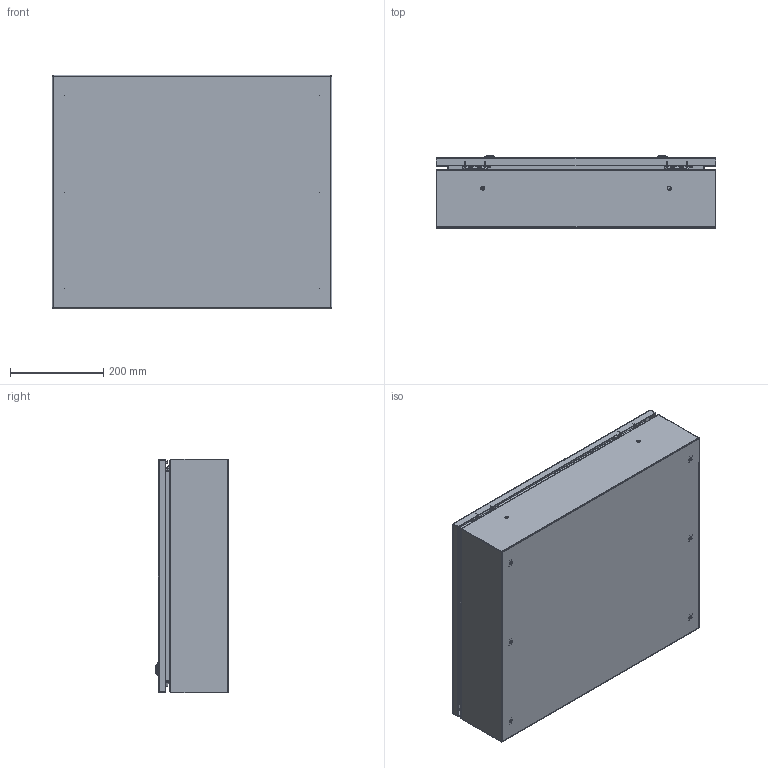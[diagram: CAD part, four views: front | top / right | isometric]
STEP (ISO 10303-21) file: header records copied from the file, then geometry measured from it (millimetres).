
FILE_DESCRIPTION(/* description */ (''),/* implementation_level */ '2;1');
FILE_NAME(/* name */ 'Шкаф SES 60.50.15.000.stp',/* time_stamp */ '2021-01-22T09:10:52+03:00',/* author */ ('KB-STEPAN'),/* organization */ (''),/* preprocessor_version */ 'ST-DEVELOPER v16.1',/* originating_system */ 'Autodesk Inventor 2016',/* authorisation */ '');
FILE_SCHEMA (('AUTOMOTIVE_DESIGN { 1 0 10303 214 3 1 1 }'));
Length unit declared in the file: millimetre
Products named in the file (1): Деталь7
Bounding box: 600 x 155.5 x 500 mm (x, y, z)
Volume: 1767990.9 mm3; surface area: 2574797.3 mm2
Topology: 4 solids, 20 shells, 1437 faces, 3511 edges, 2177 vertices
Faces by surface type: plane 847, cylinder 376, cone 140, bspline 62, torus 12
Full cylindrical faces by diameter (mm): 1 x13, 3.8 x2, 4.917 x2, 5 x10, 5.2 x4, 5.3 x4, 5.5 x4, 6 x21, 6.4 x6, 7.5 x6, 8 x28, 8.4 x12, 8.7 x2, 9 x6, 12 x10, 16 x12, 27 x2, 33 x2
Entity records: 42087 total; most frequent: CARTESIAN_POINT 9553, DIRECTION 6348, ORIENTED_EDGE 6222, EDGE_CURVE 3109, AXIS2_PLACEMENT_3D 2419, VERTEX_POINT 2053, EDGE_LOOP 1894, LINE 1510
